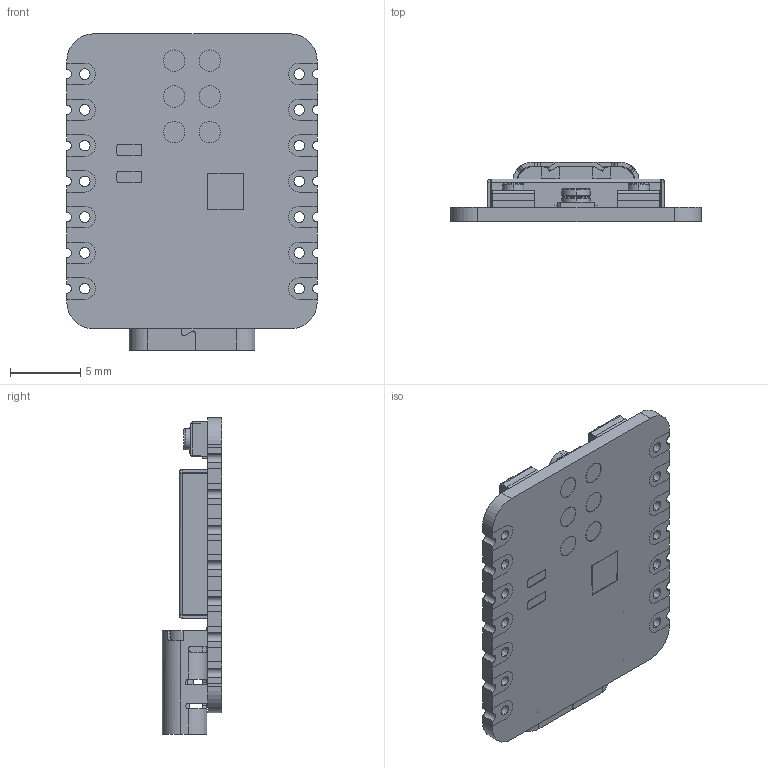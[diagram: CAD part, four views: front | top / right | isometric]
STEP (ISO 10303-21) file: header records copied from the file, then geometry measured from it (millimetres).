
FILE_DESCRIPTION (( 'STEP AP214' ), '1' );
FILE_NAME ('113991054.STEP', '2025-03-04T02:20:13', ( '' ), ( '' ), 'SwSTEP 2.0', 'SolidWorks 2021', '' );
FILE_SCHEMA (( 'AUTOMOTIVE_DESIGN' ));
Length unit declared in the file: millimetre
Products named in the file (1): 113991054
Bounding box: 17.78 x 4.21 x 22.46 mm (x, y, z)
Volume: 542.7 mm3; surface area: 2070.7 mm2
Topology: 52 solids, 52 shells, 982 faces, 2552 edges, 1675 vertices
Faces by surface type: plane 650, cylinder 300, cone 18, bspline 8, torus 4, sphere 2
Entity records: 31111 total; most frequent: CARTESIAN_POINT 6088, ORIENTED_EDGE 5096, DIRECTION 5008, EDGE_CURVE 2548, VECTOR 1854, LINE 1854, VERTEX_POINT 1673, AXIS2_PLACEMENT_3D 1577
